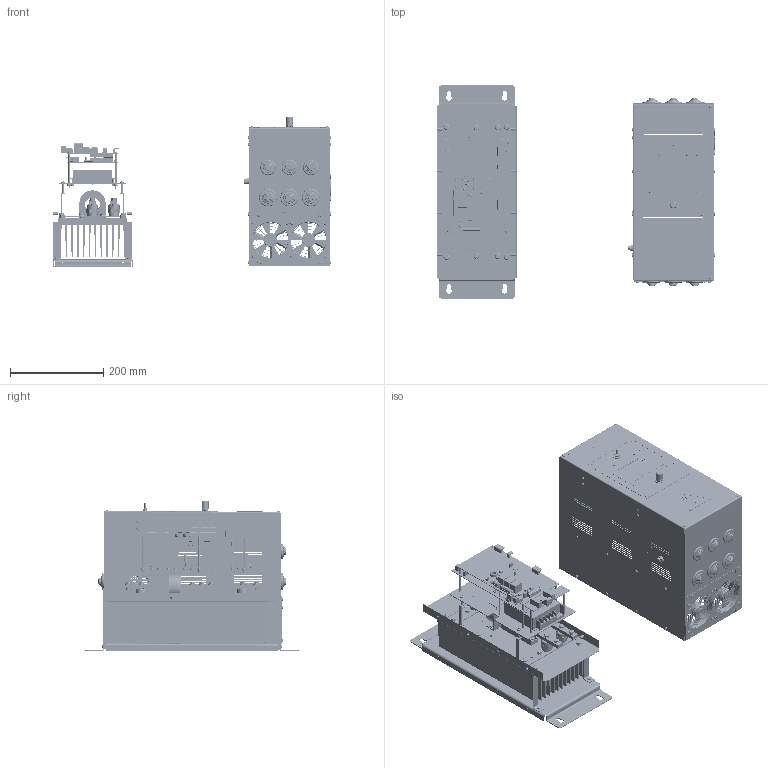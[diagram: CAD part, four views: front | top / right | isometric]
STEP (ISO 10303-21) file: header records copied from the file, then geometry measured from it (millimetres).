
FILE_DESCRIPTION(('STEP AP242'), '1');
FILE_NAME('Default file header', '2025-03-17T11:41:41', ('Default author'), ('Default organization'), 'C3D Converter', 'C3D Toolkit', 'Default authization');
FILE_SCHEMA(('AP242_MANAGED_MODEL_BASED_3D_ENGINEERING_MIM_LF { 1 0 10303 442 1 1 4 }'));
Length unit declared in the file: millimetre
Assembly tree (408 placements, depth 5):
  (unnamed)
    (unnamed)
      (unnamed)
        (unnamed)
        (unnamed)
      (unnamed)
        (unnamed)
          (unnamed)
          (unnamed)
      (unnamed)
        (unnamed)
          (unnamed)
          (unnamed)
          (unnamed)
          (unnamed)
          (unnamed)
          (unnamed)
          (unnamed)
          (unnamed)
          (unnamed)
          (unnamed)
          (unnamed)
          (unnamed)
          (unnamed)
          (unnamed)
          (unnamed)
          (unnamed)
          (unnamed)
          (unnamed)
        (unnamed)
          (unnamed)
        (unnamed)
        (unnamed)
        (unnamed)
        (unnamed)
        (unnamed)
        (unnamed)
        (unnamed)
        (unnamed)
        (unnamed)
        (unnamed)
        (unnamed)
        (unnamed)
        (unnamed)
        (unnamed)
        (unnamed)
        (unnamed)
        (unnamed)
        (unnamed)
        (unnamed)
        (unnamed)
        (unnamed)
        (unnamed)
        (unnamed)
        (unnamed)
      (unnamed)
        (unnamed)
        (unnamed)
      (unnamed)
        (unnamed)
Bounding box: 599.35 x 458 x 323.75 mm (x, y, z)
Volume: 2941594.9 mm3; surface area: 2268440.4 mm2
Topology: 409 solids, 409 shells, 5759 faces, 13736 edges, 9135 vertices
Faces by surface type: plane 3539, cylinder 1599, cone 349, torus 234, sphere 34, bspline 4
Full cylindrical faces by diameter (mm): 1 x26, 1.857 x2, 2 x59, 2.3 x1, 2.5 x60, 2.6 x18, 2.7 x1, 3 x127, 3.2 x16, 3.235 x1, 3.294 x1, 3.3 x26, 3.5 x38, 3.685 x1, 4 x80, 4.2 x2, 4.3 x2, 4.5 x41, 5 x14, 5.2 x12, 5.5 x51, 5.9 x10, 6 x108, 6.3 x2, 6.4 x30, 6.5 x27, 6.6 x8, 7 x38, 7.5 x3, 8 x2
Entity records: 244477 total; most frequent: CARTESIAN_POINT 62153, DIRECTION 27444, ORIENTED_EDGE 23638, EDGE_CURVE 11819, AXIS2_PLACEMENT_3D 10757, VERTEX_POINT 8854, EDGE_LOOP 8550, PROPERTY_DEFINITION 6874
